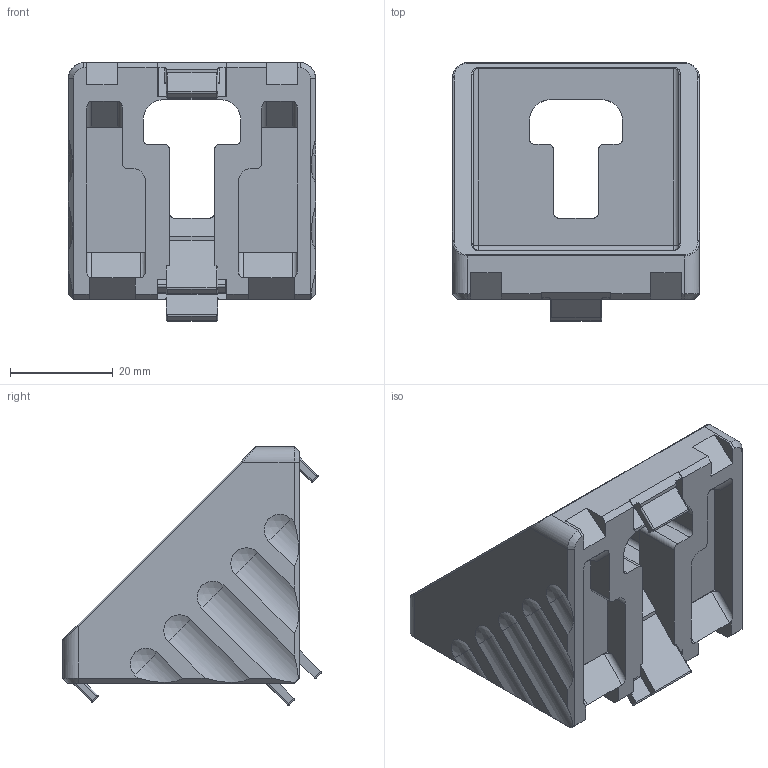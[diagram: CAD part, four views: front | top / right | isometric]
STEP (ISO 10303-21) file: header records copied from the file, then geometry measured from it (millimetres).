
FILE_DESCRIPTION((''),'2;1');
FILE_NAME('50x50 gusset only.ipt.stp','2011-06-02T21:58:21',(''),(''),'Autodesk Inventor 2011','Autodesk Inventor 2011','');
FILE_SCHEMA(('AUTOMOTIVE_DESIGN { 1 0 10303 214 1 1 1 1 }'));
Length unit declared in the file: millimetre
Products named in the file (1): 50x50 gusset only
Bounding box: 48 x 50.26 x 50.26 mm (x, y, z)
Volume: 29676.2 mm3; surface area: 14908.4 mm2
Topology: 1 solids, 1 shells, 342 faces, 911 edges, 552 vertices
Faces by surface type: plane 159, cylinder 126, sphere 31, cone 10, bspline 9, torus 7
Entity records: 12609 total; most frequent: CARTESIAN_POINT 4448, ORIENTED_EDGE 1786, DIRECTION 1632, EDGE_CURVE 893, VECTOR 588, LINE 588, VERTEX_POINT 552, AXIS2_PLACEMENT_3D 522
